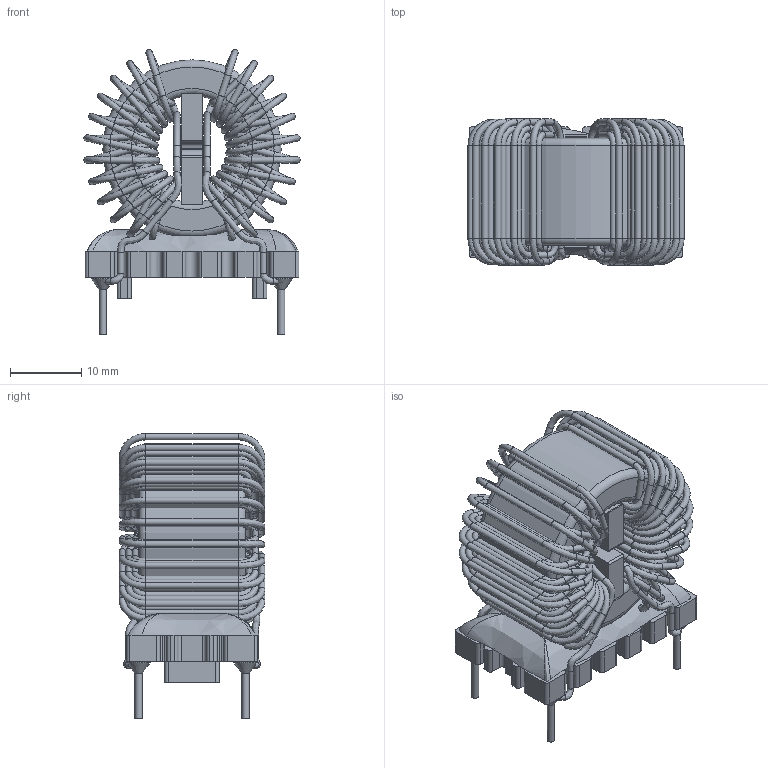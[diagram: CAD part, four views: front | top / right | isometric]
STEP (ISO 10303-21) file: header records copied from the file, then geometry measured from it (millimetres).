
FILE_DESCRIPTION(/* description */ ('Unknown'),/* implementation_level */ '2;1');
FILE_NAME(/* name */ '744825410_XL',/* time_stamp */ '2023-06-13T13:54:10+02:00',/* author */ ('Unknown'),/* organization */ ('Unknown'),/* preprocessor_version */ 'ST-DEVELOPER v16.7',/* originating_system */ 'Solid Edge',/* authorisation */ 'Unknown');
FILE_SCHEMA (('AUTOMOTIVE_DESIGN {1 0 10303 214 3 1 1}'));
Length unit declared in the file: millimetre
Products named in the file (6): 744825410_XL; 744825410; Glue; Spacer; Solderpoint; Base
Assembly tree (5 placements, depth 2):
  744825410_XL
    744825410
    Glue
    Spacer
    Solderpoint
    Base
Bounding box: 30.3 x 20.46 x 39.95 mm (x, y, z)
Volume: 10340.3 mm3; surface area: 15477 mm2
Topology: 10 solids, 10 shells, 821 faces, 1841 edges, 1041 vertices
Faces by surface type: cylinder 358, bspline 168, torus 160, plane 131, cone 4
Full cylindrical faces by diameter (mm): 0.9 x276, 1 x4, 15 x1, 25 x1
Entity records: 58900 total; most frequent: CARTESIAN_POINT 38221, DIRECTION 3178, ORIENTED_EDGE 2410, EDGE_LOOP 1433, FACE_BOUND 1433, AXIS2_PLACEMENT_3D 1410, EDGE_CURVE 1205, VERTEX_POINT 1000
